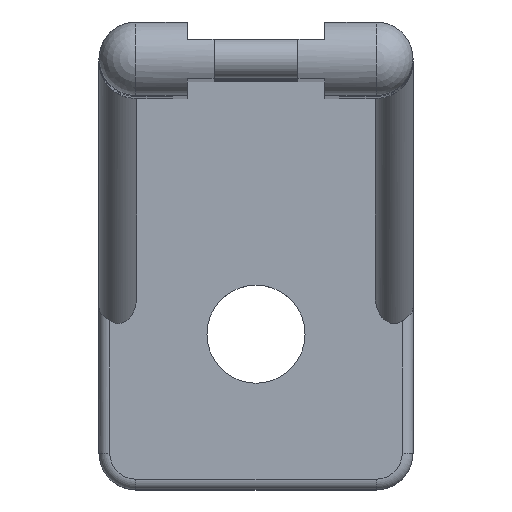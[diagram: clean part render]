
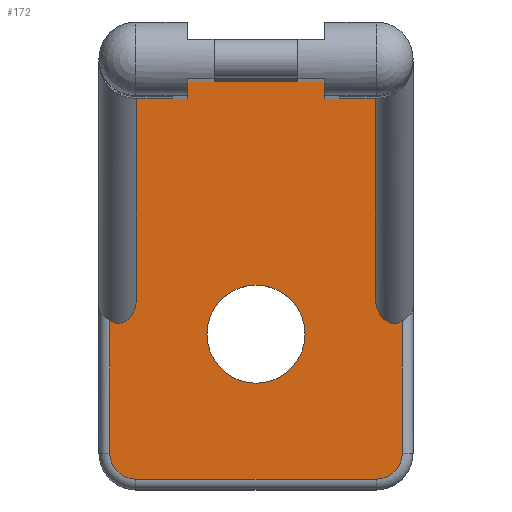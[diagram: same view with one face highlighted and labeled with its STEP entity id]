
A CAD part, top view. The second image highlights one B-rep face of the part: STEP entity #172.
In plain terms, the highlighted planar face has unit normal (0, 0, 1).
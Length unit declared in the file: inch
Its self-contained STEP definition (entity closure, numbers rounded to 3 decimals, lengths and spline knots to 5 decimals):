
#101=FACE_BOUND('',#356,.T.);
#126=PLANE('',#1602);
#161=ELLIPSE('',#1598,0.06344,0.044);
#162=ELLIPSE('',#1601,0.06344,0.044);
#172=ADVANCED_FACE('',(#101,#281),#126,.T.);
#281=FACE_OUTER_BOUND('',#357,.T.);
#356=EDGE_LOOP('',(#803));
#357=EDGE_LOOP('',(#804,#805,#806,#807,#808,#809,#810,#811,#812,#813,#814,
#815,#816,#817,#818,#819,#820,#821));
#448=LINE('',#2192,#590);
#492=LINE('',#2344,#634);
#499=LINE('',#2363,#641);
#500=LINE('',#2367,#642);
#501=LINE('',#2371,#643);
#502=LINE('',#2375,#644);
#503=LINE('',#2376,#645);
#504=LINE('',#2378,#646);
#505=LINE('',#2380,#647);
#506=LINE('',#2382,#648);
#507=LINE('',#2384,#649);
#508=LINE('',#2386,#650);
#509=LINE('',#2388,#651);
#510=LINE('',#2389,#652);
#590=VECTOR('',#1747,1.);
#634=VECTOR('',#1817,1.);
#641=VECTOR('',#1830,1.);
#642=VECTOR('',#1833,1.);
#643=VECTOR('',#1836,1.);
#644=VECTOR('',#1839,1.);
#645=VECTOR('',#1840,1.);
#646=VECTOR('',#1841,1.);
#647=VECTOR('',#1842,1.);
#648=VECTOR('',#1843,1.);
#649=VECTOR('',#1844,1.);
#650=VECTOR('',#1845,1.);
#651=VECTOR('',#1846,1.);
#652=VECTOR('',#1847,1.);
#803=ORIENTED_EDGE('',*,*,#1369,.T.);
#804=ORIENTED_EDGE('',*,*,#1370,.T.);
#805=ORIENTED_EDGE('',*,*,#1371,.T.);
#806=ORIENTED_EDGE('',*,*,#1372,.T.);
#807=ORIENTED_EDGE('',*,*,#1373,.T.);
#808=ORIENTED_EDGE('',*,*,#1374,.T.);
#809=ORIENTED_EDGE('',*,*,#1375,.T.);
#810=ORIENTED_EDGE('',*,*,#1376,.T.);
#811=ORIENTED_EDGE('',*,*,#1377,.T.);
#812=ORIENTED_EDGE('',*,*,#1310,.F.);
#813=ORIENTED_EDGE('',*,*,#1378,.T.);
#814=ORIENTED_EDGE('',*,*,#1379,.F.);
#815=ORIENTED_EDGE('',*,*,#1380,.T.);
#816=ORIENTED_EDGE('',*,*,#1381,.T.);
#817=ORIENTED_EDGE('',*,*,#1382,.F.);
#818=ORIENTED_EDGE('',*,*,#1383,.F.);
#819=ORIENTED_EDGE('',*,*,#1384,.F.);
#820=ORIENTED_EDGE('',*,*,#1362,.F.);
#821=ORIENTED_EDGE('',*,*,#1385,.F.);
#1167=VERTEX_POINT('',#2191);
#1168=VERTEX_POINT('',#2193);
#1212=VERTEX_POINT('',#2343);
#1213=VERTEX_POINT('',#2345);
#1219=VERTEX_POINT('',#2359);
#1220=VERTEX_POINT('',#2361);
#1221=VERTEX_POINT('',#2362);
#1222=VERTEX_POINT('',#2364);
#1223=VERTEX_POINT('',#2366);
#1224=VERTEX_POINT('',#2368);
#1225=VERTEX_POINT('',#2370);
#1226=VERTEX_POINT('',#2372);
#1227=VERTEX_POINT('',#2374);
#1228=VERTEX_POINT('',#2377);
#1229=VERTEX_POINT('',#2379);
#1230=VERTEX_POINT('',#2381);
#1231=VERTEX_POINT('',#2383);
#1232=VERTEX_POINT('',#2385);
#1233=VERTEX_POINT('',#2387);
#1310=EDGE_CURVE('',#1167,#1168,#448,.T.);
#1362=EDGE_CURVE('',#1212,#1213,#492,.T.);
#1369=EDGE_CURVE('',#1219,#1219,#1519,.T.);
#1370=EDGE_CURVE('',#1220,#1221,#161,.T.);
#1371=EDGE_CURVE('',#1221,#1222,#499,.T.);
#1372=EDGE_CURVE('',#1222,#1223,#1520,.T.);
#1373=EDGE_CURVE('',#1223,#1224,#500,.T.);
#1374=EDGE_CURVE('',#1224,#1225,#1521,.T.);
#1375=EDGE_CURVE('',#1225,#1226,#501,.T.);
#1376=EDGE_CURVE('',#1226,#1227,#162,.T.);
#1377=EDGE_CURVE('',#1227,#1168,#502,.T.);
#1378=EDGE_CURVE('',#1167,#1228,#503,.T.);
#1379=EDGE_CURVE('',#1229,#1228,#504,.T.);
#1380=EDGE_CURVE('',#1229,#1230,#505,.T.);
#1381=EDGE_CURVE('',#1230,#1231,#506,.T.);
#1382=EDGE_CURVE('',#1232,#1231,#507,.T.);
#1383=EDGE_CURVE('',#1233,#1232,#508,.T.);
#1384=EDGE_CURVE('',#1213,#1233,#509,.T.);
#1385=EDGE_CURVE('',#1220,#1212,#510,.T.);
#1519=CIRCLE('',#1597,0.114);
#1520=CIRCLE('',#1599,0.0605);
#1521=CIRCLE('',#1600,0.0605);
#1597=AXIS2_PLACEMENT_3D('',#2358,#1826,#1827);
#1598=AXIS2_PLACEMENT_3D('',#2360,#1828,#1829);
#1599=AXIS2_PLACEMENT_3D('',#2365,#1831,#1832);
#1600=AXIS2_PLACEMENT_3D('',#2369,#1834,#1835);
#1601=AXIS2_PLACEMENT_3D('',#2373,#1837,#1838);
#1602=AXIS2_PLACEMENT_3D('',#2390,#1848,#1849);
#1747=DIRECTION('',(1.,0.,0.));
#1817=DIRECTION('',(1.,0.,0.));
#1826=DIRECTION('',(0.,0.,-1.));
#1827=DIRECTION('',(-1.,0.,0.));
#1828=DIRECTION('',(0.,0.,-1.));
#1829=DIRECTION('',(0.,-1.,0.));
#1830=DIRECTION('',(0.,-1.,0.));
#1831=DIRECTION('',(0.,0.,1.));
#1832=DIRECTION('',(1.,0.,0.));
#1833=DIRECTION('',(1.,0.,0.));
#1834=DIRECTION('',(0.,0.,1.));
#1835=DIRECTION('',(1.,0.,0.));
#1836=DIRECTION('',(0.,1.,0.));
#1837=DIRECTION('',(0.,0.,-1.));
#1838=DIRECTION('',(0.,1.,0.));
#1839=DIRECTION('',(0.,1.,0.));
#1840=DIRECTION('',(0.,1.,0.));
#1841=DIRECTION('',(1.,0.,0.));
#1842=DIRECTION('',(0.,1.,0.));
#1843=DIRECTION('',(-1.,0.,0.));
#1844=DIRECTION('',(0.,1.,0.));
#1845=DIRECTION('',(1.,0.,0.));
#1846=DIRECTION('',(0.,1.,0.));
#1847=DIRECTION('',(0.,1.,0.));
#1848=DIRECTION('',(0.,0.,1.));
#1849=DIRECTION('',(1.,0.,0.));
#2191=CARTESIAN_POINT('',(0.525,0.909,0.162));
#2192=CARTESIAN_POINT('',(0.,0.909,0.162));
#2193=CARTESIAN_POINT('',(0.642,0.909,0.162));
#2343=CARTESIAN_POINT('',(0.088,0.909,0.162));
#2344=CARTESIAN_POINT('',(0.,0.909,0.162));
#2345=CARTESIAN_POINT('',(0.205,0.909,0.162));
#2358=CARTESIAN_POINT('',(0.365,0.362,0.162));
#2359=CARTESIAN_POINT('',(0.251,0.362,0.162));
#2360=CARTESIAN_POINT('',(0.044,0.44994,0.162));
#2361=CARTESIAN_POINT('',(0.088,0.44994,0.162));
#2362=CARTESIAN_POINT('',(0.025,0.39272,0.162));
#2363=CARTESIAN_POINT('',(0.025,0.54,0.162));
#2364=CARTESIAN_POINT('',(0.025,0.0855,0.162));
#2365=CARTESIAN_POINT('',(0.0855,0.0855,0.162));
#2366=CARTESIAN_POINT('',(0.0855,0.025,0.162));
#2367=CARTESIAN_POINT('',(0.365,0.025,0.162));
#2368=CARTESIAN_POINT('',(0.6445,0.025,0.162));
#2369=CARTESIAN_POINT('',(0.6445,0.0855,0.162));
#2370=CARTESIAN_POINT('',(0.705,0.0855,0.162));
#2371=CARTESIAN_POINT('',(0.705,0.54,0.162));
#2372=CARTESIAN_POINT('',(0.705,0.39272,0.162));
#2373=CARTESIAN_POINT('',(0.686,0.44994,0.162));
#2374=CARTESIAN_POINT('',(0.642,0.44994,0.162));
#2375=CARTESIAN_POINT('',(0.642,0.3865,0.162));
#2376=CARTESIAN_POINT('',(0.525,0.949,0.162));
#2377=CARTESIAN_POINT('',(0.525,0.949,0.162));
#2378=CARTESIAN_POINT('',(0.205,0.949,0.162));
#2379=CARTESIAN_POINT('',(0.4625,0.949,0.162));
#2380=CARTESIAN_POINT('',(0.4625,1.04,0.162));
#2381=CARTESIAN_POINT('',(0.4625,0.9945,0.162));
#2382=CARTESIAN_POINT('',(0.525,0.9945,0.162));
#2383=CARTESIAN_POINT('',(0.2675,0.9945,0.162));
#2384=CARTESIAN_POINT('',(0.2675,1.04,0.162));
#2385=CARTESIAN_POINT('',(0.2675,0.949,0.162));
#2386=CARTESIAN_POINT('',(0.205,0.949,0.162));
#2387=CARTESIAN_POINT('',(0.205,0.949,0.162));
#2388=CARTESIAN_POINT('',(0.205,0.949,0.162));
#2389=CARTESIAN_POINT('',(0.088,0.3865,0.162));
#2390=CARTESIAN_POINT('',(0.365,0.54,0.162));
